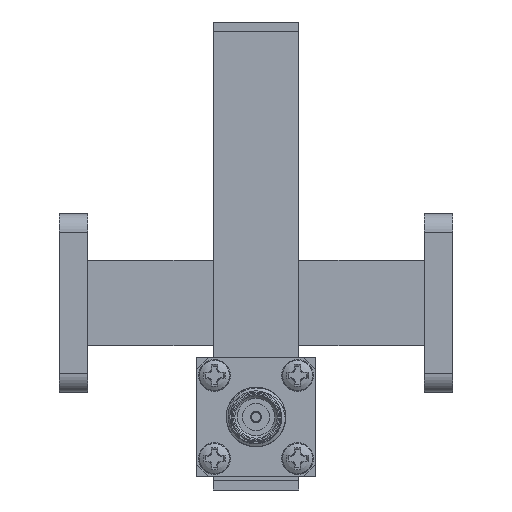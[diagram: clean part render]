
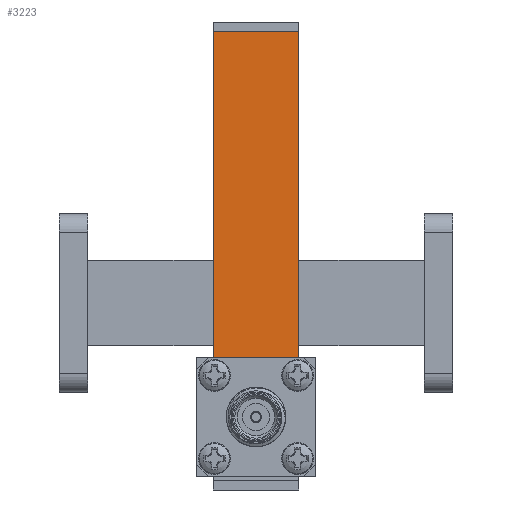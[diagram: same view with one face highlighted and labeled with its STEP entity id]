
A CAD part, front view. The second image highlights one B-rep face of the part: STEP entity #3223.
In plain terms, the highlighted planar face has unit normal (0, -1, 0).
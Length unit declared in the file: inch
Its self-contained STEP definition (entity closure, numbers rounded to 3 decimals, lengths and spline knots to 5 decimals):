
#28 = VERTEX_POINT ( 'NONE', #14809 ) ;
#106 = CARTESIAN_POINT ( 'NONE',  ( -0.17992, -0.31043, 1.1811 ) ) ;
#578 = VERTEX_POINT ( 'NONE', #3923 ) ;
#1368 = LINE ( 'NONE', #2745, #13926 ) ;
#1492 = LINE ( 'NONE', #14998, #11336 ) ;
#2745 = CARTESIAN_POINT ( 'NONE',  ( 0.17992, -0.31043, 1.1811 ) ) ;
#3182 = AXIS2_PLACEMENT_3D ( 'NONE', #106, #5038, #3816 ) ;
#3223 = ADVANCED_FACE ( 'NONE', ( #5268 ), #11078, .F. ) ;
#3298 = LINE ( 'NONE', #10462, #8490 ) ;
#3558 = DIRECTION ( 'NONE',  ( -1., 0., 0. ) ) ;
#3816 = DIRECTION ( 'NONE',  ( 1., 0., 0. ) ) ;
#3923 = CARTESIAN_POINT ( 'NONE',  ( -0.17992, -0.31043, -0.22981 ) ) ;
#3977 = ORIENTED_EDGE ( 'NONE', *, *, #9518, .F. ) ;
#5018 = CARTESIAN_POINT ( 'NONE',  ( -0.2505, -0.31043, -0.22981 ) ) ;
#5038 = DIRECTION ( 'NONE',  ( 0., 1., 0. ) ) ;
#5132 = DIRECTION ( 'NONE',  ( 0., 0., -1. ) ) ;
#5268 = FACE_OUTER_BOUND ( 'NONE', #13313, .T. ) ;
#5652 = VECTOR ( 'NONE', #3558, 39.37008 ) ;
#7630 = DIRECTION ( 'NONE',  ( 0., 0., -1. ) ) ;
#7943 = EDGE_CURVE ( 'NONE', #28, #578, #1492, .T. ) ;
#8490 = VECTOR ( 'NONE', #14467, 39.37008 ) ;
#8552 = ORIENTED_EDGE ( 'NONE', *, *, #15785, .F. ) ;
#9219 = CARTESIAN_POINT ( 'NONE',  ( 0.17992, -0.31043, -0.22981 ) ) ;
#9518 = EDGE_CURVE ( 'NONE', #11536, #10074, #1368, .T. ) ;
#9919 = LINE ( 'NONE', #5018, #5652 ) ;
#10074 = VERTEX_POINT ( 'NONE', #9219 ) ;
#10462 = CARTESIAN_POINT ( 'NONE',  ( -0.17992, -0.31043, 1.14173 ) ) ;
#11078 = PLANE ( 'NONE',  #3182 ) ;
#11336 = VECTOR ( 'NONE', #5132, 39.37008 ) ;
#11536 = VERTEX_POINT ( 'NONE', #15810 ) ;
#13181 = ORIENTED_EDGE ( 'NONE', *, *, #7943, .T. ) ;
#13313 = EDGE_LOOP ( 'NONE', ( #8552, #3977, #14312, #13181 ) ) ;
#13807 = EDGE_CURVE ( 'NONE', #11536, #28, #3298, .T. ) ;
#13926 = VECTOR ( 'NONE', #7630, 39.37008 ) ;
#14312 = ORIENTED_EDGE ( 'NONE', *, *, #13807, .T. ) ;
#14467 = DIRECTION ( 'NONE',  ( -1., 0., 0. ) ) ;
#14809 = CARTESIAN_POINT ( 'NONE',  ( -0.17992, -0.31043, 1.14173 ) ) ;
#14998 = CARTESIAN_POINT ( 'NONE',  ( -0.17992, -0.31043, 1.1811 ) ) ;
#15785 = EDGE_CURVE ( 'NONE', #10074, #578, #9919, .T. ) ;
#15810 = CARTESIAN_POINT ( 'NONE',  ( 0.17992, -0.31043, 1.14173 ) ) ;
